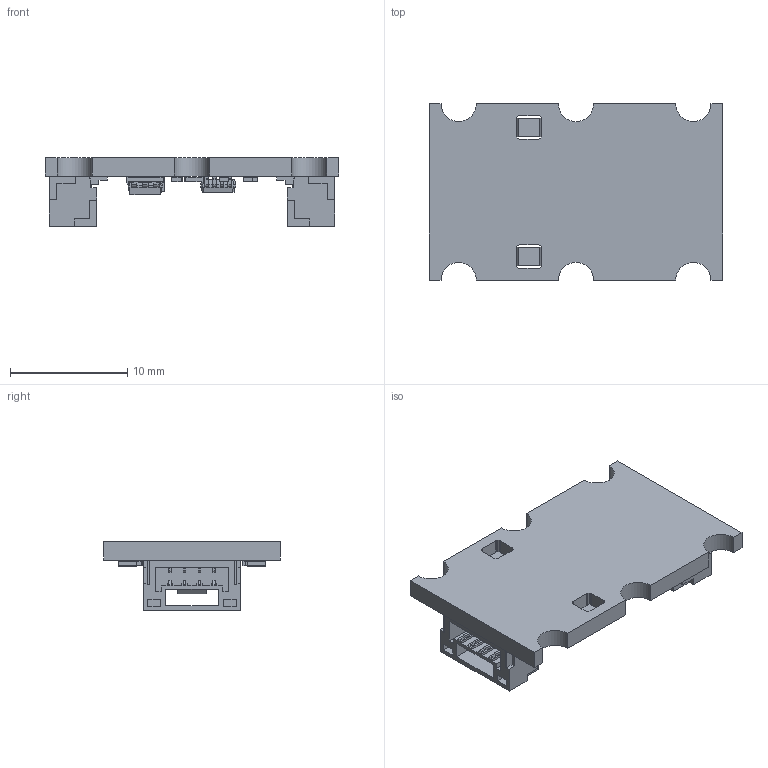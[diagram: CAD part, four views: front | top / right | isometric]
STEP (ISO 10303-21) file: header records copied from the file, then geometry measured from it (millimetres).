
FILE_DESCRIPTION(('KiCad electronic assembly'),'2;1');
FILE_NAME('TFI2CEXT01.step','2023-10-02T10:14:11',('Pcbnew'),('Kicad'), 'Open CASCADE STEP processor 7.6','KiCad to STEP converter','Unknown' );
FILE_SCHEMA(('AUTOMOTIVE_DESIGN { 1 0 10303 214 1 1 1 1 }'));
Length unit declared in the file: millimetre
Products named in the file (16): TFI2CEXT01 1; R_0603_1608Metric; SOLID; VSSOP-8_3.0x3.0mm_P0.65mm; LED_1206_3216Metric; D_SOD-523; JST_GH_SM04B-GHS-TB_1x04-1MP_P1.25mm_Horizontal; SOT-23-5; C_0805_2012Metric; tmpk9cewqp7 PCB
Assembly tree (25 placements, depth 3):
  TFI2CEXT01 1
    R_0603_1608Metric  x9
      SOLID
    VSSOP-8_3.0x3.0mm_P0.65mm
      SOLID
    LED_1206_3216Metric  x2
      SOLID
    D_SOD-523
      SOLID
    JST_GH_SM04B-GHS-TB_1x04-1MP_P1.25mm_Horizontal  x2
      SOLID
    SOT-23-5
      SOLID
    C_0805_2012Metric
      SOLID
    tmpk9cewqp7 PCB
Bounding box: 25 x 15 x 5.88 mm (x, y, z)
Volume: 746.4 mm3; surface area: 1605.3 mm2
Topology: 18 solids, 18 shells, 1118 faces, 3000 edges, 1940 vertices
Faces by surface type: plane 888, cylinder 159, bspline 71
Full cylindrical faces by diameter (mm): 0.25 x1
Entity records: 47691 total; most frequent: CARTESIAN_POINT 8331, DIRECTION 6334, LINE 4681, VECTOR 4681, ORIENTED_EDGE 3504, PCURVE 3504, DEFINITIONAL_REPRESENTATION 3504, EDGE_CURVE 1752
